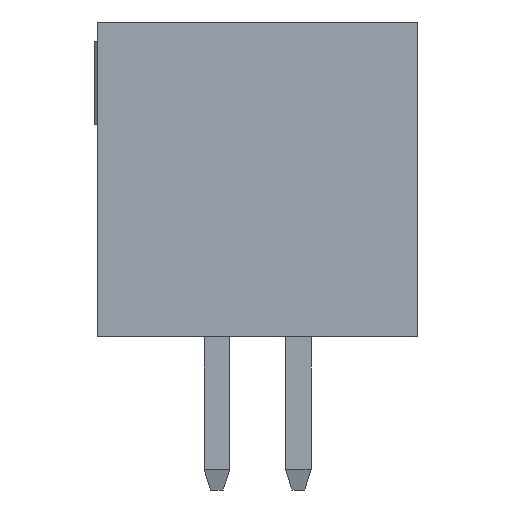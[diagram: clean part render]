
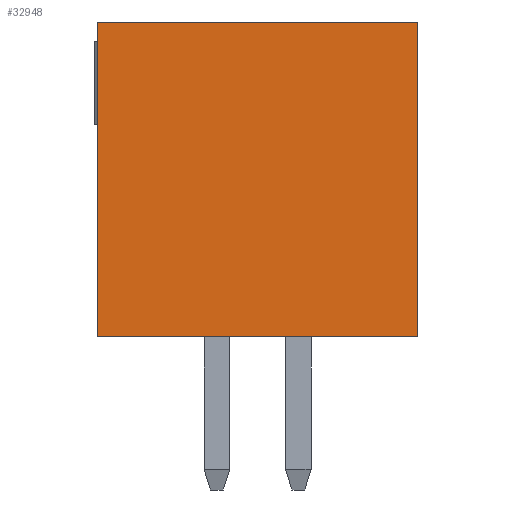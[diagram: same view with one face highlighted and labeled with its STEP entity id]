
A CAD part, front view. The second image highlights one B-rep face of the part: STEP entity #32948.
In plain terms, the highlighted face is planar.
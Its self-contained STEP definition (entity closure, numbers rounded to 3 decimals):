
#1381=ORIENTED_EDGE('',*,*,#7628,.F.);
#1382=ORIENTED_EDGE('',*,*,#7629,.F.);
#1383=ORIENTED_EDGE('',*,*,#7630,.T.);
#1384=ORIENTED_EDGE('',*,*,#7631,.T.);
#7628=EDGE_CURVE('',#10736,#10737,#13020,.T.);
#7629=EDGE_CURVE('',#10738,#10736,#13021,.T.);
#7630=EDGE_CURVE('',#10738,#10739,#13022,.T.);
#7631=EDGE_CURVE('',#10739,#10737,#13023,.T.);
#10736=VERTEX_POINT('',#43347);
#10737=VERTEX_POINT('',#43348);
#10738=VERTEX_POINT('',#43350);
#10739=VERTEX_POINT('',#43352);
#13020=LINE('',#43346,#16376);
#13021=LINE('',#43349,#16377);
#13022=LINE('',#43351,#16378);
#13023=LINE('',#43353,#16379);
#16376=VECTOR('',#36872,1000.);
#16377=VECTOR('',#36873,1000.);
#16378=VECTOR('',#36874,1000.);
#16379=VECTOR('',#36875,1000.);
#19114=EDGE_LOOP('',(#1381,#1382,#1383,#1384));
#20538=FACE_BOUND('',#19114,.T.);
#21962=PLANE('',#34328);
#32948=ADVANCED_FACE('',(#20538),#21962,.T.);
#34328=AXIS2_PLACEMENT_3D('',#43345,#36870,#36871);
#36870=DIRECTION('',(1.,0.,0.));
#36871=DIRECTION('',(0.,0.,-1.));
#36872=DIRECTION('',(0.,0.,-1.));
#36873=DIRECTION('',(0.,1.,0.));
#36874=DIRECTION('',(0.,0.,-1.));
#36875=DIRECTION('',(0.,1.,0.));
#43345=CARTESIAN_POINT('',(19.05,-2.5,2.45));
#43346=CARTESIAN_POINT('',(19.05,2.5,2.45));
#43347=CARTESIAN_POINT('',(19.05,2.5,2.45));
#43348=CARTESIAN_POINT('',(19.05,2.5,-2.45));
#43349=CARTESIAN_POINT('',(19.05,-2.5,2.45));
#43350=CARTESIAN_POINT('',(19.05,-2.5,2.45));
#43351=CARTESIAN_POINT('',(19.05,-2.5,2.45));
#43352=CARTESIAN_POINT('',(19.05,-2.5,-2.45));
#43353=CARTESIAN_POINT('',(19.05,-2.5,-2.45));
